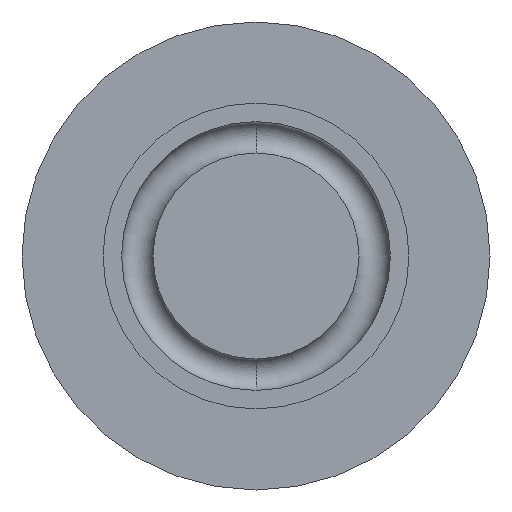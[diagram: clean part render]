
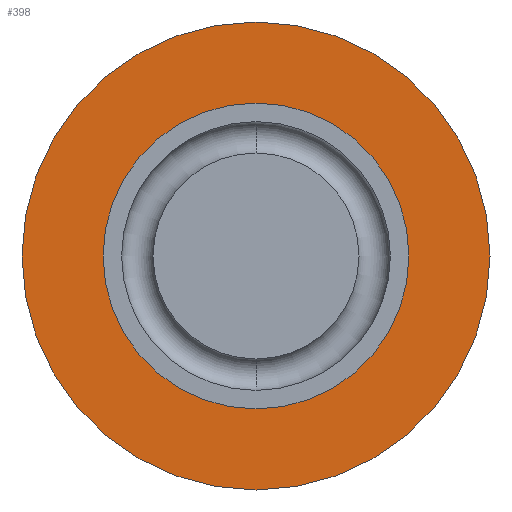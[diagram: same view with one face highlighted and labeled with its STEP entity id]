
A CAD part, left-side view. The second image highlights one B-rep face of the part: STEP entity #398.
In plain terms, the highlighted planar face has unit normal (-1, 0, 0).
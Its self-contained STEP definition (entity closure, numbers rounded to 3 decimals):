
#8 = EDGE_CURVE ( 'NONE', #352, #11, #192, .T. ) ;
#11 = VERTEX_POINT ( 'NONE', #274 ) ;
#13 = VERTEX_POINT ( 'NONE', #42 ) ;
#42 = CARTESIAN_POINT ( 'NONE',  ( -10.858, -27.86, 25.25 ) ) ;
#58 = CIRCLE ( 'NONE', #123, 16.5 ) ;
#66 = CARTESIAN_POINT ( 'NONE',  ( -10.858, 0., 0. ) ) ;
#68 = DIRECTION ( 'NONE',  ( 0., 0., -1. ) ) ;
#99 = DIRECTION ( 'NONE',  ( 1., 0., 0. ) ) ;
#109 = VERTEX_POINT ( 'NONE', #321 ) ;
#111 = AXIS2_PLACEMENT_3D ( 'NONE', #172, #390, #140 ) ;
#112 = AXIS2_PLACEMENT_3D ( 'NONE', #66, #99, #68 ) ;
#116 = DIRECTION ( 'NONE',  ( 0., 0., 1. ) ) ;
#123 = AXIS2_PLACEMENT_3D ( 'NONE', #455, #530, #279 ) ;
#125 = CIRCLE ( 'NONE', #150, 25.25 ) ;
#137 = EDGE_LOOP ( 'NONE', ( #517, #466 ) ) ;
#140 = DIRECTION ( 'NONE',  ( 0., 0., 1. ) ) ;
#150 = AXIS2_PLACEMENT_3D ( 'NONE', #420, #206, #328 ) ;
#172 = CARTESIAN_POINT ( 'NONE',  ( -10.858, -27.86, 0. ) ) ;
#177 = FACE_BOUND ( 'NONE', #519, .T. ) ;
#192 = CIRCLE ( 'NONE', #506, 16.5 ) ;
#202 = DIRECTION ( 'NONE',  ( -1., 0., 0. ) ) ;
#206 = DIRECTION ( 'NONE',  ( -1., 0., 0. ) ) ;
#231 = EDGE_CURVE ( 'NONE', #13, #109, #125, .T. ) ;
#254 = ORIENTED_EDGE ( 'NONE', *, *, #539, .F. ) ;
#274 = CARTESIAN_POINT ( 'NONE',  ( -10.858, -27.86, -16.5 ) ) ;
#279 = DIRECTION ( 'NONE',  ( 0., 0., 1. ) ) ;
#321 = CARTESIAN_POINT ( 'NONE',  ( -10.858, -27.86, -25.25 ) ) ;
#328 = DIRECTION ( 'NONE',  ( 0., 0., 1. ) ) ;
#329 = EDGE_CURVE ( 'NONE', #109, #13, #343, .T. ) ;
#343 = CIRCLE ( 'NONE', #111, 25.25 ) ;
#352 = VERTEX_POINT ( 'NONE', #394 ) ;
#390 = DIRECTION ( 'NONE',  ( -1., 0., 0. ) ) ;
#393 = ORIENTED_EDGE ( 'NONE', *, *, #8, .F. ) ;
#394 = CARTESIAN_POINT ( 'NONE',  ( -10.858, -27.86, 16.5 ) ) ;
#398 = ADVANCED_FACE ( 'NONE', ( #177, #477 ), #436, .F. ) ;
#410 = CARTESIAN_POINT ( 'NONE',  ( -10.858, -27.86, 0. ) ) ;
#420 = CARTESIAN_POINT ( 'NONE',  ( -10.858, -27.86, 0. ) ) ;
#436 = PLANE ( 'NONE',  #112 ) ;
#455 = CARTESIAN_POINT ( 'NONE',  ( -10.858, -27.86, 0. ) ) ;
#466 = ORIENTED_EDGE ( 'NONE', *, *, #329, .T. ) ;
#477 = FACE_OUTER_BOUND ( 'NONE', #137, .T. ) ;
#506 = AXIS2_PLACEMENT_3D ( 'NONE', #410, #202, #116 ) ;
#517 = ORIENTED_EDGE ( 'NONE', *, *, #231, .T. ) ;
#519 = EDGE_LOOP ( 'NONE', ( #393, #254 ) ) ;
#530 = DIRECTION ( 'NONE',  ( -1., 0., 0. ) ) ;
#539 = EDGE_CURVE ( 'NONE', #11, #352, #58, .T. ) ;
